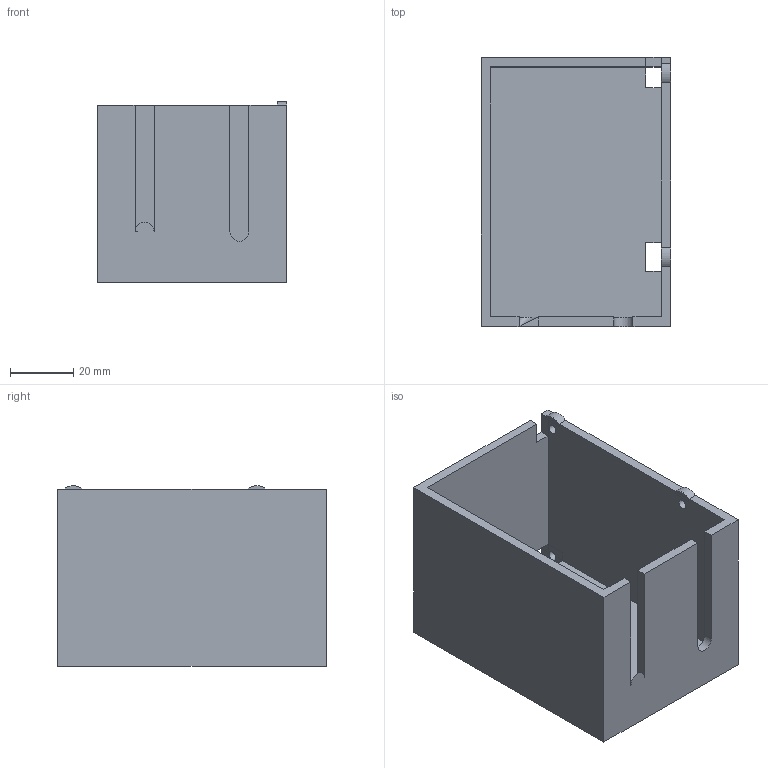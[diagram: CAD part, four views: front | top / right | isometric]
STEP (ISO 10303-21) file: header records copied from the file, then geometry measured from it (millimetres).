
FILE_DESCRIPTION(('FreeCAD Model'),'2;1');
FILE_NAME('Open CASCADE Shape Model','2021-10-07T17:50:14',('Author'),( ''),'Open CASCADE STEP processor 7.5','FreeCAD','Unknown');
FILE_SCHEMA(('AUTOMOTIVE_DESIGN { 1 0 10303 214 1 1 1 1 }'));
Length unit declared in the file: millimetre
Products named in the file (1): Body
Bounding box: 60 x 85 x 57.1 mm (x, y, z)
Volume: 62090.2 mm3; surface area: 39854.9 mm2
Topology: 1 solids, 1 shells, 51 faces, 151 edges, 95 vertices
Faces by surface type: plane 43, cylinder 8
Full cylindrical faces by diameter (mm): 3.1 x4, 6 x1
Entity records: 1709 total; most frequent: ORIENTED_EDGE 298, CARTESIAN_POINT 296, DIRECTION 277, EDGE_CURVE 149, LINE 125, VECTOR 125, VERTEX_POINT 95, AXIS2_PLACEMENT_3D 76
